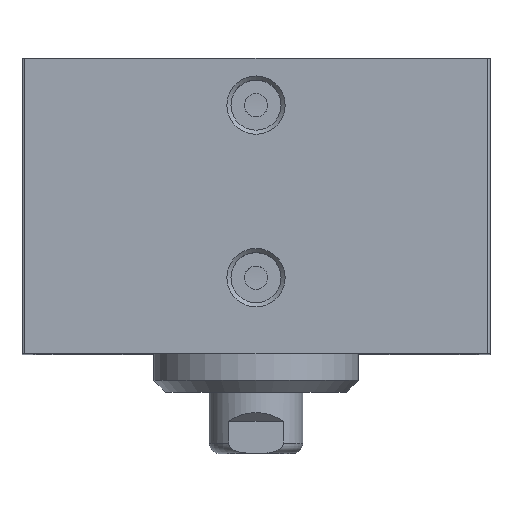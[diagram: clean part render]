
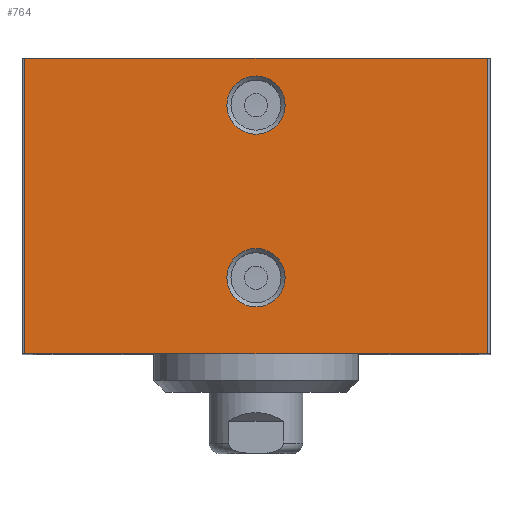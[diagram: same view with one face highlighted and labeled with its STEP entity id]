
A CAD part, top view. The second image highlights one B-rep face of the part: STEP entity #764.
In plain terms, the highlighted planar face has unit normal (0, 0, 1).
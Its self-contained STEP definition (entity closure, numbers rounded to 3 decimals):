
#225=CARTESIAN_POINT('',(-39.5,25.25,42.5));
#226=VERTEX_POINT('',#225);
#234=CARTESIAN_POINT('',(39.5,25.25,42.5));
#235=VERTEX_POINT('',#234);
#236=CARTESIAN_POINT('',(39.5,25.25,42.5));
#237=DIRECTION('',(-1.0,0.0,0.0));
#238=VECTOR('',#237,79.);
#239=LINE('',#236,#238);
#240=EDGE_CURVE('',#235,#226,#239,.T.);
#553=CARTESIAN_POINT('',(-39.5,-25.25,42.5));
#554=VERTEX_POINT('',#553);
#604=CARTESIAN_POINT('',(39.5,-25.25,42.5));
#605=VERTEX_POINT('',#604);
#613=CARTESIAN_POINT('',(-39.5,-25.25,42.5));
#614=DIRECTION('',(1.0,0.0,0.0));
#615=VECTOR('',#614,79.);
#616=LINE('',#613,#615);
#617=EDGE_CURVE('',#554,#605,#616,.T.);
#717=CARTESIAN_POINT('',(4.983,17.25,42.5));
#718=VERTEX_POINT('',#717);
#719=CARTESIAN_POINT('',(0.0,17.25,42.5));
#720=DIRECTION('',(0.0,0.0,1.0));
#721=DIRECTION('',(-1.0,0.0,0.0));
#722=AXIS2_PLACEMENT_3D('',#719,#720,#721);
#723=CIRCLE('',#722,4.983);
#724=EDGE_CURVE('',#718,#718,#723,.T.);
#729=CARTESIAN_POINT('',(39.5,0.0,42.5));
#730=DIRECTION('',(0.0,0.0,1.0));
#731=DIRECTION('',(1.0,0.0,0.0));
#732=AXIS2_PLACEMENT_3D('',#729,#730,#731);
#733=PLANE('',#732);
#734=ORIENTED_EDGE('',*,*,#240,.T.);
#735=CARTESIAN_POINT('',(-39.5,25.25,42.5));
#736=DIRECTION('',(0.0,-1.0,0.0));
#737=VECTOR('',#736,50.5);
#738=LINE('',#735,#737);
#739=EDGE_CURVE('',#226,#554,#738,.T.);
#740=ORIENTED_EDGE('',*,*,#739,.T.);
#741=ORIENTED_EDGE('',*,*,#617,.T.);
#742=CARTESIAN_POINT('',(39.5,25.25,42.5));
#743=DIRECTION('',(0.0,-1.0,0.0));
#744=VECTOR('',#743,50.5);
#745=LINE('',#742,#744);
#746=EDGE_CURVE('',#235,#605,#745,.T.);
#747=ORIENTED_EDGE('',*,*,#746,.F.);
#748=EDGE_LOOP('',(#734,#740,#741,#747));
#749=FACE_OUTER_BOUND('',#748,.T.);
#750=CARTESIAN_POINT('',(4.983,-12.25,42.5));
#751=VERTEX_POINT('',#750);
#752=CARTESIAN_POINT('',(0.0,-12.25,42.5));
#753=DIRECTION('',(0.0,0.0,1.0));
#754=DIRECTION('',(-1.0,0.0,0.0));
#755=AXIS2_PLACEMENT_3D('',#752,#753,#754);
#756=CIRCLE('',#755,4.983);
#757=EDGE_CURVE('',#751,#751,#756,.T.);
#758=ORIENTED_EDGE('',*,*,#757,.F.);
#759=EDGE_LOOP('',(#758));
#760=FACE_BOUND('',#759,.T.);
#761=ORIENTED_EDGE('',*,*,#724,.F.);
#762=EDGE_LOOP('',(#761));
#763=FACE_BOUND('',#762,.T.);
#764=ADVANCED_FACE('',(#749,#760,#763),#733,.T.);
